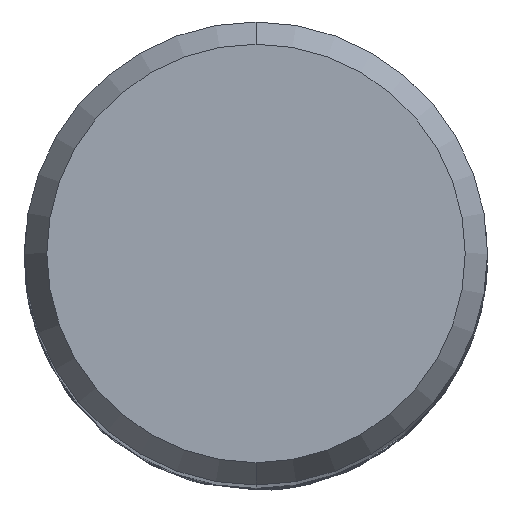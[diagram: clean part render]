
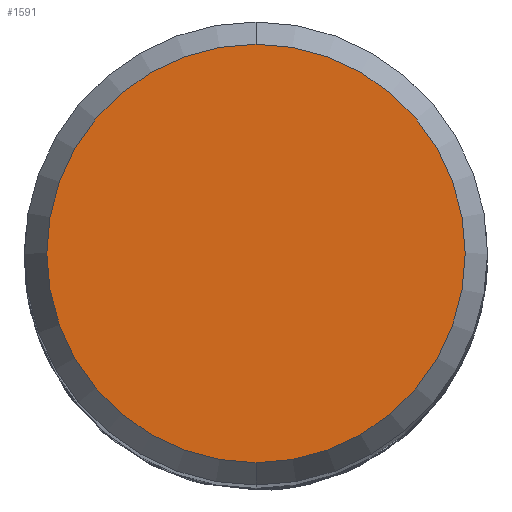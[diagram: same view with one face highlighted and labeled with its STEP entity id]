
A CAD part, top view. The second image highlights one B-rep face of the part: STEP entity #1591.
In plain terms, the highlighted planar face has unit normal (0, 0, 1).
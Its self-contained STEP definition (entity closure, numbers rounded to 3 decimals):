
#837=VERTEX_POINT('',#2049);
#983=EDGE_CURVE('',#837,#1405,#2206,.T.);
#1405=VERTEX_POINT('',#2671);
#1429=EDGE_CURVE('',#1405,#837,#2696,.T.);
#1591=ADVANCED_FACE('',(#2870),#2871,.T.);
#2049=CARTESIAN_POINT('',(0.,-5.423,0.0));
#2206=CIRCLE('',#9400,5.423);
#2671=CARTESIAN_POINT('',(0.0,5.423,0.0));
#2696=CIRCLE('',#14307,5.423);
#2870=FACE_OUTER_BOUND('',#15438,.T.);
#2871=PLANE('',#15439);
#9400=AXIS2_PLACEMENT_3D('',#17672,#17673,#17674);
#14307=AXIS2_PLACEMENT_3D('',#18193,#18194,#18195);
#15438=EDGE_LOOP('',(#18350,#18351));
#15439=AXIS2_PLACEMENT_3D('',#18352,#18353,#18354);
#17672=CARTESIAN_POINT('',(0.0,0.0,0.0));
#17673=DIRECTION('',(0.0,0.0,-1.0));
#17674=DIRECTION('',(0.0,1.0,0.0));
#18193=CARTESIAN_POINT('',(0.0,0.0,0.0));
#18194=DIRECTION('',(0.0,0.0,-1.0));
#18195=DIRECTION('',(0.0,1.0,0.0));
#18350=ORIENTED_EDGE('',*,*,#1429,.F.);
#18351=ORIENTED_EDGE('',*,*,#983,.F.);
#18352=CARTESIAN_POINT('',(0.0,2.711,0.0));
#18353=DIRECTION('',(-0.0,0.0,1.0));
#18354=DIRECTION('',(0.0,-1.0,0.0));
